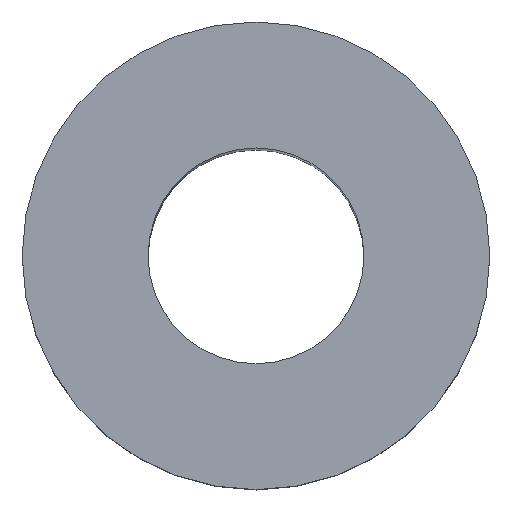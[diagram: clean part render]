
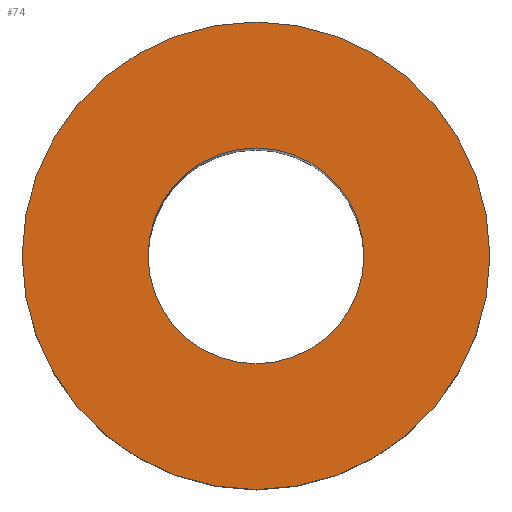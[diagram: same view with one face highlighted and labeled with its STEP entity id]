
A CAD part, top view. The second image highlights one B-rep face of the part: STEP entity #74.
In plain terms, the highlighted planar face has unit normal (0, 0, 1).
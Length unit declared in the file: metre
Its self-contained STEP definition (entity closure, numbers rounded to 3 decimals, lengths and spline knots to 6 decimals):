
#15=PLANE('',#95);
#21=ORIENTED_EDGE('',*,*,#30,.F.);
#22=ORIENTED_EDGE('',*,*,#32,.F.);
#30=EDGE_CURVE('',#36,#36,#42,.T.);
#32=EDGE_CURVE('',#38,#38,#44,.F.);
#36=VERTEX_POINT('',#225);
#38=VERTEX_POINT('',#231);
#42=CIRCLE('',#92,0.013);
#44=CIRCLE('',#96,0.006);
#51=EDGE_LOOP('',(#21));
#52=EDGE_LOOP('',(#22));
#63=FACE_BOUND('',#51,.T.);
#64=FACE_BOUND('',#52,.T.);
#74=ADVANCED_FACE('',(#63,#64),#15,.F.);
#92=AXIS2_PLACEMENT_3D('',#224,#106,#107);
#95=AXIS2_PLACEMENT_3D('',#229,#112,#113);
#96=AXIS2_PLACEMENT_3D('',#230,#114,#115);
#106=DIRECTION('',(0.,0.,-1.));
#107=DIRECTION('',(-1.,0.,0.));
#112=DIRECTION('',(0.,0.,-1.));
#113=DIRECTION('',(-1.,0.,0.));
#114=DIRECTION('',(0.,0.,-1.));
#115=DIRECTION('',(-1.,0.,0.));
#224=CARTESIAN_POINT('',(0.,0.,0.067738));
#225=CARTESIAN_POINT('',(-0.013,0.,0.067738));
#229=CARTESIAN_POINT('',(-0.0065,0.,0.067738));
#230=CARTESIAN_POINT('',(0.,0.,0.067738));
#231=CARTESIAN_POINT('',(-0.006,0.,0.067738));
